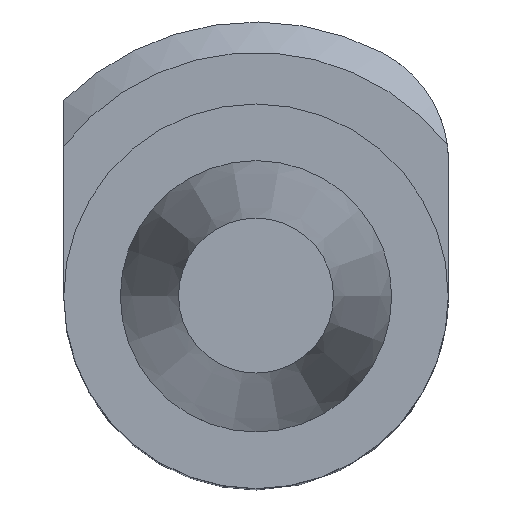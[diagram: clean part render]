
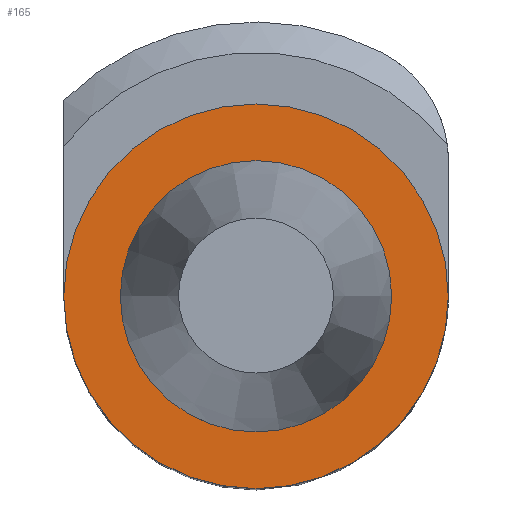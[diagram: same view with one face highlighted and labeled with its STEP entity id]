
A CAD part, top view. The second image highlights one B-rep face of the part: STEP entity #165.
In plain terms, the highlighted planar face has unit normal (0, 0, 1).
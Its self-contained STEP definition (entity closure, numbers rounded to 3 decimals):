
#122=EDGE_CURVE('240[2]',#303,#303,#304,.T.);
#165=ADVANCED_FACE('240[2]',(#359,#360),#361,.F.);
#177=EDGE_CURVE('240[2]',#376,#376,#377,.T.);
#303=VERTEX_POINT('',#539);
#304=CIRCLE('',#540,31.5);
#359=FACE_OUTER_BOUND('',#619,.T.);
#360=FACE_BOUND('',#620,.T.);
#361=PLANE('',#621);
#376=VERTEX_POINT('',#650);
#377=CIRCLE('',#651,22.225);
#539=CARTESIAN_POINT('',(-31.5,0.,-1.));
#540=AXIS2_PLACEMENT_3D('',#806,#807,#808);
#619=EDGE_LOOP('',(#881));
#620=EDGE_LOOP('',(#882));
#621=AXIS2_PLACEMENT_3D('',#883,#884,#885);
#650=CARTESIAN_POINT('',(-22.225,0.,-1.));
#651=AXIS2_PLACEMENT_3D('',#908,#909,#910);
#806=CARTESIAN_POINT('',(0.,0.,-1.0));
#807=DIRECTION('',(0.0,0.0,1.0));
#808=DIRECTION('',(-1.0,0.0,0.0));
#881=ORIENTED_EDGE('',*,*,#122,.T.);
#882=ORIENTED_EDGE('',*,*,#177,.F.);
#883=CARTESIAN_POINT('',(-26.863,0.,-1.));
#884=DIRECTION('',(-0.0,-0.0,-1.0));
#885=DIRECTION('',(0.0,-1.0,0.0));
#908=CARTESIAN_POINT('',(0.,0.,-1.0));
#909=DIRECTION('',(0.0,0.0,1.0));
#910=DIRECTION('',(-1.0,0.0,0.0));
